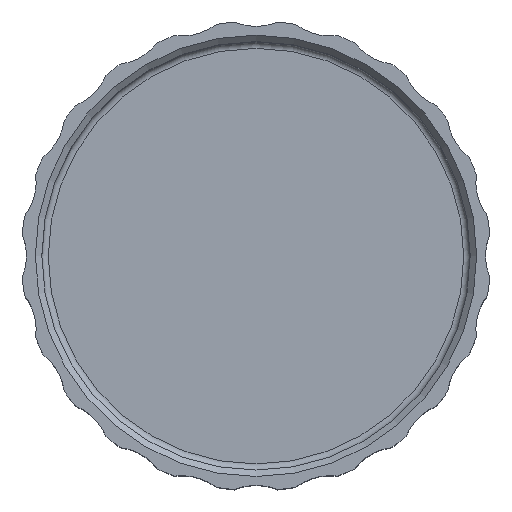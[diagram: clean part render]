
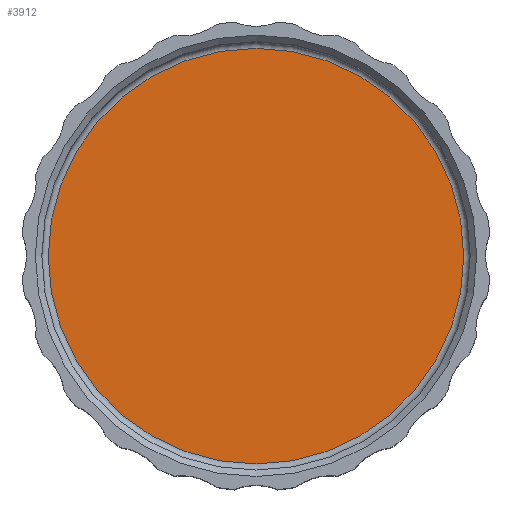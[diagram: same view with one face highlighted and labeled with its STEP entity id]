
A CAD part, top view. The second image highlights one B-rep face of the part: STEP entity #3912.
In plain terms, the highlighted planar face has unit normal (0, 0, 1).
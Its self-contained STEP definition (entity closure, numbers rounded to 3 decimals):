
#3891 = VERTEX_POINT('',#3892);
#3892 = CARTESIAN_POINT('',(16.15,0.,2.));
#3901 = EDGE_CURVE('',#3891,#3891,#3902,.T.);
#3902 = CIRCLE('',#3903,16.15);
#3903 = AXIS2_PLACEMENT_3D('',#3904,#3905,#3906);
#3904 = CARTESIAN_POINT('',(0.,0.,2.));
#3905 = DIRECTION('',(0.,0.,1.));
#3906 = DIRECTION('',(1.,0.,0.));
#3912 = ADVANCED_FACE('',(#3913),#3916,.T.);
#3913 = FACE_BOUND('',#3914,.T.);
#3914 = EDGE_LOOP('',(#3915));
#3915 = ORIENTED_EDGE('',*,*,#3901,.T.);
#3916 = PLANE('',#3917);
#3917 = AXIS2_PLACEMENT_3D('',#3918,#3919,#3920);
#3918 = CARTESIAN_POINT('',(0.,0.,2.));
#3919 = DIRECTION('',(0.,0.,1.));
#3920 = DIRECTION('',(1.,0.,0.));
